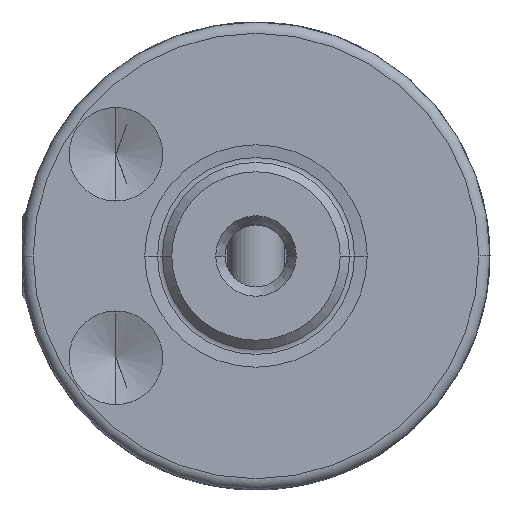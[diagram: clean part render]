
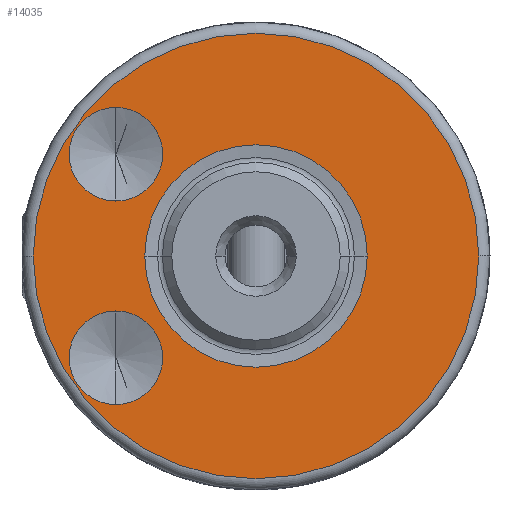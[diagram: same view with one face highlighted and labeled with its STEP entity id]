
A CAD part, left-side view. The second image highlights one B-rep face of the part: STEP entity #14035.
In plain terms, the highlighted planar face has unit normal (-1, 0, 0).
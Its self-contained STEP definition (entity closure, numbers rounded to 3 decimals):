
#30 = AXIS2_PLACEMENT_3D ( 'NONE', #2605, #2125, #2088 ) ;
#591 = FACE_OUTER_BOUND ( 'NONE', #8788, .T. ) ;
#618 = FACE_BOUND ( 'NONE', #27468, .T. ) ;
#654 = FACE_BOUND ( 'NONE', #35382, .T. ) ;
#1020 = FACE_BOUND ( 'NONE', #1978, .T. ) ;
#1069 = AXIS2_PLACEMENT_3D ( 'NONE', #26676, #9971, #29529 ) ;
#1978 = EDGE_LOOP ( 'NONE', ( #4887, #4176 ) ) ;
#2088 = DIRECTION ( 'NONE',  ( 0., -1., 0. ) ) ;
#2125 = DIRECTION ( 'NONE',  ( -1., 0., 0. ) ) ;
#2605 = CARTESIAN_POINT ( 'NONE',  ( -25., 11.9, 0. ) ) ;
#2901 = CARTESIAN_POINT ( 'NONE',  ( -25., 0., 0. ) ) ;
#3240 = AXIS2_PLACEMENT_3D ( 'NONE', #7518, #7508, #7443 ) ;
#3726 = PLANE ( 'NONE',  #30 ) ;
#3750 = AXIS2_PLACEMENT_3D ( 'NONE', #9039, #9006, #8966 ) ;
#4176 = ORIENTED_EDGE ( 'NONE', *, *, #24354, .T. ) ;
#4752 = AXIS2_PLACEMENT_3D ( 'NONE', #16916, #16851, #16811 ) ;
#4887 = ORIENTED_EDGE ( 'NONE', *, *, #35333, .T. ) ;
#5453 = AXIS2_PLACEMENT_3D ( 'NONE', #18883, #18874, #18850 ) ;
#5620 = DIRECTION ( 'NONE',  ( 0., 1., 0. ) ) ;
#6015 = VERTEX_POINT ( 'NONE', #23036 ) ;
#7443 = DIRECTION ( 'NONE',  ( 0., 1., 0. ) ) ;
#7508 = DIRECTION ( 'NONE',  ( 1., 0., 0. ) ) ;
#7518 = CARTESIAN_POINT ( 'NONE',  ( -25., 0., 0. ) ) ;
#8111 = ORIENTED_EDGE ( 'NONE', *, *, #24248, .F. ) ;
#8317 = VERTEX_POINT ( 'NONE', #18012 ) ;
#8788 = EDGE_LOOP ( 'NONE', ( #12815, #19809 ) ) ;
#8966 = DIRECTION ( 'NONE',  ( 0., 0., 1. ) ) ;
#9006 = DIRECTION ( 'NONE',  ( -1., 0., 0. ) ) ;
#9039 = CARTESIAN_POINT ( 'NONE',  ( -25., 7.483, 5.437 ) ) ;
#9367 = DIRECTION ( 'NONE',  ( 0., 0., 1. ) ) ;
#9375 = DIRECTION ( 'NONE',  ( -1., 0., 0. ) ) ;
#9490 = CARTESIAN_POINT ( 'NONE',  ( -25., 7.483, 5.437 ) ) ;
#9943 = VERTEX_POINT ( 'NONE', #15718 ) ;
#9971 = DIRECTION ( 'NONE',  ( 1., 0., 0. ) ) ;
#10752 = CARTESIAN_POINT ( 'NONE',  ( -25., 11.9, 0. ) ) ;
#12815 = ORIENTED_EDGE ( 'NONE', *, *, #33910, .F. ) ;
#13350 = CIRCLE ( 'NONE', #1069, 5.94 ) ;
#13470 = CARTESIAN_POINT ( 'NONE',  ( -25., 7.483, -2.937 ) ) ;
#14035 = ADVANCED_FACE ( 'NONE', ( #618, #654, #1020, #591 ), #3726, .T. ) ;
#15235 = CIRCLE ( 'NONE', #28607, 2.5 ) ;
#15718 = CARTESIAN_POINT ( 'NONE',  ( -25., -5.94, 0. ) ) ;
#16238 = VERTEX_POINT ( 'NONE', #13470 ) ;
#16811 = DIRECTION ( 'NONE',  ( 0., 0., 1. ) ) ;
#16851 = DIRECTION ( 'NONE',  ( -1., 0., 0. ) ) ;
#16916 = CARTESIAN_POINT ( 'NONE',  ( -25., 7.483, -5.437 ) ) ;
#17164 = AXIS2_PLACEMENT_3D ( 'NONE', #2901, #21946, #5620 ) ;
#17713 = EDGE_CURVE ( 'NONE', #8317, #16238, #27100, .T. ) ;
#18012 = CARTESIAN_POINT ( 'NONE',  ( -25., 7.483, -7.937 ) ) ;
#18525 = CIRCLE ( 'NONE', #17164, 11.9 ) ;
#18850 = DIRECTION ( 'NONE',  ( 0., 1., 0. ) ) ;
#18874 = DIRECTION ( 'NONE',  ( 1., 0., 0. ) ) ;
#18883 = CARTESIAN_POINT ( 'NONE',  ( -25., 0., 0. ) ) ;
#18898 = EDGE_CURVE ( 'NONE', #28811, #26880, #15235, .T. ) ;
#19489 = CARTESIAN_POINT ( 'NONE',  ( -25., 7.483, 2.937 ) ) ;
#19809 = ORIENTED_EDGE ( 'NONE', *, *, #23865, .F. ) ;
#21482 = ORIENTED_EDGE ( 'NONE', *, *, #24013, .F. ) ;
#21830 = CIRCLE ( 'NONE', #3240, 5.94 ) ;
#21946 = DIRECTION ( 'NONE',  ( 1., 0., 0. ) ) ;
#22068 = CARTESIAN_POINT ( 'NONE',  ( -25., 7.483, 7.937 ) ) ;
#22279 = CIRCLE ( 'NONE', #3750, 2.5 ) ;
#23036 = CARTESIAN_POINT ( 'NONE',  ( -25., 5.94, 0. ) ) ;
#23052 = CIRCLE ( 'NONE', #4752, 2.5 ) ;
#23826 = CIRCLE ( 'NONE', #5453, 11.9 ) ;
#23865 = EDGE_CURVE ( 'NONE', #33182, #31571, #23826, .T. ) ;
#23968 = CARTESIAN_POINT ( 'NONE',  ( -25., -11.9, 0. ) ) ;
#24013 = EDGE_CURVE ( 'NONE', #16238, #8317, #23052, .T. ) ;
#24248 = EDGE_CURVE ( 'NONE', #26880, #28811, #22279, .T. ) ;
#24354 = EDGE_CURVE ( 'NONE', #6015, #9943, #21830, .T. ) ;
#26676 = CARTESIAN_POINT ( 'NONE',  ( -25., 0., 0. ) ) ;
#26880 = VERTEX_POINT ( 'NONE', #22068 ) ;
#27100 = CIRCLE ( 'NONE', #35121, 2.5 ) ;
#27468 = EDGE_LOOP ( 'NONE', ( #21482, #28993 ) ) ;
#27602 = ORIENTED_EDGE ( 'NONE', *, *, #18898, .F. ) ;
#28607 = AXIS2_PLACEMENT_3D ( 'NONE', #9490, #9375, #9367 ) ;
#28811 = VERTEX_POINT ( 'NONE', #19489 ) ;
#28993 = ORIENTED_EDGE ( 'NONE', *, *, #17713, .F. ) ;
#29529 = DIRECTION ( 'NONE',  ( 0., 1., 0. ) ) ;
#31571 = VERTEX_POINT ( 'NONE', #10752 ) ;
#33182 = VERTEX_POINT ( 'NONE', #23968 ) ;
#33910 = EDGE_CURVE ( 'NONE', #31571, #33182, #18525, .T. ) ;
#34167 = DIRECTION ( 'NONE',  ( 0., 0., 1. ) ) ;
#34209 = DIRECTION ( 'NONE',  ( -1., 0., 0. ) ) ;
#34221 = CARTESIAN_POINT ( 'NONE',  ( -25., 7.483, -5.437 ) ) ;
#35121 = AXIS2_PLACEMENT_3D ( 'NONE', #34221, #34209, #34167 ) ;
#35333 = EDGE_CURVE ( 'NONE', #9943, #6015, #13350, .T. ) ;
#35382 = EDGE_LOOP ( 'NONE', ( #8111, #27602 ) ) ;
